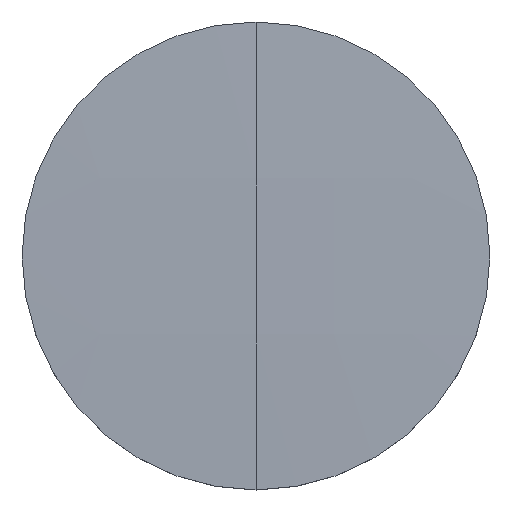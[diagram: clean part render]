
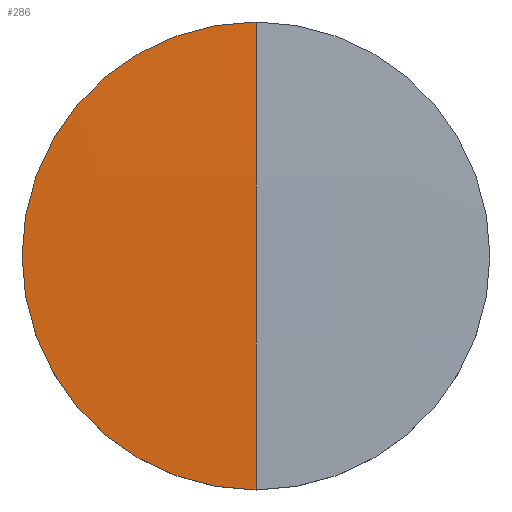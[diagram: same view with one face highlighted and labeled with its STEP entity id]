
A CAD part, top view. The second image highlights one B-rep face of the part: STEP entity #286.
In plain terms, the highlighted free-form (B-spline) face has degree [3, 3] with [4, 4] control points.
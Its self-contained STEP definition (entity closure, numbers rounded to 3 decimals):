
#1 = EDGE_CURVE ( 'NONE', #128, #295, #25, .T. ) ;
#7 = CARTESIAN_POINT ( 'NONE',  ( 0., 0., 4.727 ) ) ;
#14 = CARTESIAN_POINT ( 'NONE',  ( -6.387, -19.279, 4.721 ) ) ;
#21 = CIRCLE ( 'NONE', #40, 665.7 ) ;
#25 = CIRCLE ( 'NONE', #70, 19.05 ) ;
#28 = EDGE_LOOP ( 'NONE', ( #140, #180, #130 ) ) ;
#40 = AXIS2_PLACEMENT_3D ( 'NONE', #160, #86, #242 ) ;
#58 = CARTESIAN_POINT ( 'NONE',  ( 0., 6.428, 5.093 ) ) ;
#59 = CARTESIAN_POINT ( 'NONE',  ( -19.167, 6.428, 4.817 ) ) ;
#60 = CARTESIAN_POINT ( 'NONE',  ( -12.78, 6.428, 5.001 ) ) ;
#70 = AXIS2_PLACEMENT_3D ( 'NONE', #7, #95, #72 ) ;
#72 = DIRECTION ( 'NONE',  ( 1., 0., 0. ) ) ;
#83 = CARTESIAN_POINT ( 'NONE',  ( -6.39, -6.428, 5.093 ) ) ;
#85 = CARTESIAN_POINT ( 'NONE',  ( -6.387, 19.279, 4.721 ) ) ;
#86 = DIRECTION ( 'NONE',  ( -1., 0., 0. ) ) ;
#95 = DIRECTION ( 'NONE',  ( 0., 0., -1. ) ) ;
#107 = CARTESIAN_POINT ( 'NONE',  ( -19.05, 0., 4.727 ) ) ;
#108 = CARTESIAN_POINT ( 'NONE',  ( -12.78, -6.428, 5.001 ) ) ;
#114 =( BOUNDED_SURFACE ( )  B_SPLINE_SURFACE ( 3, 3, ( 
 ( #202, #14, #221, #290 ),
 ( #288, #83, #108, #222 ),
 ( #58, #259, #60, #59 ),
 ( #223, #85, #240, #241 ) ),
 .UNSPECIFIED., .F., .F., .F. ) 
 B_SPLINE_SURFACE_WITH_KNOTS ( ( 4, 4 ),
 ( 4, 4 ),
 ( 0., 1. ),
 ( 0., 1. ),
 .UNSPECIFIED. ) 
 GEOMETRIC_REPRESENTATION_ITEM ( )  RATIONAL_B_SPLINE_SURFACE ( (
 ( 1., 1., 1., 1.),
 ( 1., 1., 1., 1.),
 ( 1., 1., 1., 1.),
 ( 1., 1., 1., 1.) ) ) 
 REPRESENTATION_ITEM ( '' )  SURFACE ( )  );
#116 = VERTEX_POINT ( 'NONE', #217 ) ;
#117 = CIRCLE ( 'NONE', #283, 19.05 ) ;
#128 = VERTEX_POINT ( 'NONE', #146 ) ;
#130 = ORIENTED_EDGE ( 'NONE', *, *, #294, .F. ) ;
#139 = FACE_OUTER_BOUND ( 'NONE', #28, .T. ) ;
#140 = ORIENTED_EDGE ( 'NONE', *, *, #1, .F. ) ;
#146 = CARTESIAN_POINT ( 'NONE',  ( 0., -19.05, 4.727 ) ) ;
#160 = CARTESIAN_POINT ( 'NONE',  ( 0., 0., -660.7 ) ) ;
#180 = ORIENTED_EDGE ( 'NONE', *, *, #270, .T. ) ;
#183 = CARTESIAN_POINT ( 'NONE',  ( 0., 0., 4.727 ) ) ;
#202 = CARTESIAN_POINT ( 'NONE',  ( 0., -19.279, 4.721 ) ) ;
#217 = CARTESIAN_POINT ( 'NONE',  ( 0., 19.05, 4.727 ) ) ;
#221 = CARTESIAN_POINT ( 'NONE',  ( -12.772, -19.279, 4.629 ) ) ;
#222 = CARTESIAN_POINT ( 'NONE',  ( -19.167, -6.428, 4.817 ) ) ;
#223 = CARTESIAN_POINT ( 'NONE',  ( 0., 19.279, 4.721 ) ) ;
#238 = DIRECTION ( 'NONE',  ( 0., 0., -1. ) ) ;
#240 = CARTESIAN_POINT ( 'NONE',  ( -12.772, 19.279, 4.629 ) ) ;
#241 = CARTESIAN_POINT ( 'NONE',  ( -19.156, 19.279, 4.445 ) ) ;
#242 = DIRECTION ( 'NONE',  ( 0., -1., 0. ) ) ;
#259 = CARTESIAN_POINT ( 'NONE',  ( -6.39, 6.428, 5.093 ) ) ;
#270 = EDGE_CURVE ( 'NONE', #128, #116, #21, .T. ) ;
#283 = AXIS2_PLACEMENT_3D ( 'NONE', #183, #238, #289 ) ;
#286 = ADVANCED_FACE ( 'NONE', ( #139 ), #114, .T. ) ;
#288 = CARTESIAN_POINT ( 'NONE',  ( 0., -6.428, 5.093 ) ) ;
#289 = DIRECTION ( 'NONE',  ( 1., 0., 0. ) ) ;
#290 = CARTESIAN_POINT ( 'NONE',  ( -19.156, -19.279, 4.445 ) ) ;
#294 = EDGE_CURVE ( 'NONE', #295, #116, #117, .T. ) ;
#295 = VERTEX_POINT ( 'NONE', #107 ) ;
